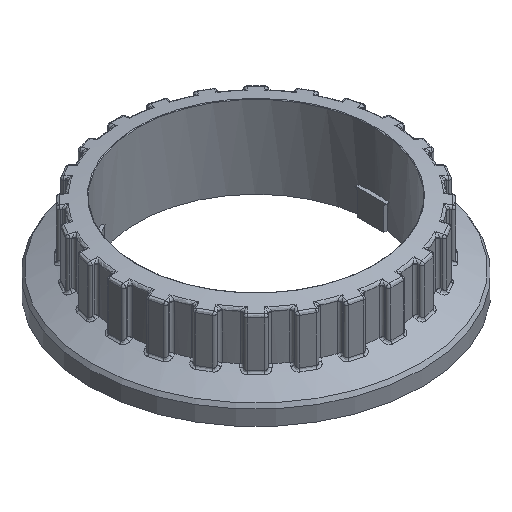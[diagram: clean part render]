
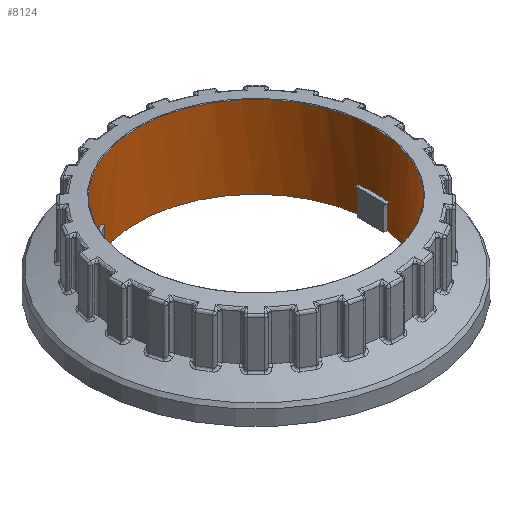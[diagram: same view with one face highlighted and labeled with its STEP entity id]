
A CAD part, isometric view. The second image highlights one B-rep face of the part: STEP entity #8124.
In plain terms, the highlighted cylindrical face has radius 22.85 mm (diameter 45.7 mm), a full revolution.
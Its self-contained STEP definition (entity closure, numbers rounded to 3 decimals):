
#443=ELLIPSE('',#8748,32.315,22.85);
#444=ELLIPSE('',#8750,32.315,22.85);
#445=ELLIPSE('',#8752,32.315,22.85);
#446=ELLIPSE('',#8754,32.315,22.85);
#447=ELLIPSE('',#8756,32.315,22.85);
#448=ELLIPSE('',#8759,32.315,22.85);
#1154=FACE_OUTER_BOUND('',#1731,.T.);
#1731=EDGE_LOOP('',(#5426,#5427,#5428,#5429,#5430,#5431,#5432,#5433,#5434,
#5435,#5436,#5437,#5438,#5439,#5440,#5441,#5442,#5443,#5444,#5445,#5446,
#5447,#5448));
#2308=LINE('',#11544,#2547);
#2309=LINE('',#11552,#2548);
#2310=LINE('',#11556,#2549);
#2311=LINE('',#11564,#2550);
#2312=LINE('',#11568,#2551);
#2313=LINE('',#11573,#2552);
#2314=LINE('',#11578,#2553);
#2547=VECTOR('',#9506,10.);
#2548=VECTOR('',#9513,10.);
#2549=VECTOR('',#9516,10.);
#2550=VECTOR('',#9523,10.);
#2551=VECTOR('',#9526,10.);
#2552=VECTOR('',#9531,23.);
#2553=VECTOR('',#9536,10.);
#2786=CIRCLE('',#8716,22.85);
#2790=CIRCLE('',#8720,22.85);
#2815=CIRCLE('',#8747,22.85);
#2816=CIRCLE('',#8749,22.85);
#2817=CIRCLE('',#8751,22.85);
#2818=CIRCLE('',#8753,22.85);
#2819=CIRCLE('',#8755,22.85);
#2820=CIRCLE('',#8757,22.85);
#2821=CIRCLE('',#8758,22.85);
#3209=VERTEX_POINT('',#11115);
#3210=VERTEX_POINT('',#11116);
#3310=VERTEX_POINT('',#11540);
#3311=VERTEX_POINT('',#11541);
#3312=VERTEX_POINT('',#11543);
#3313=VERTEX_POINT('',#11545);
#3314=VERTEX_POINT('',#11547);
#3315=VERTEX_POINT('',#11549);
#3316=VERTEX_POINT('',#11551);
#3317=VERTEX_POINT('',#11553);
#3318=VERTEX_POINT('',#11555);
#3319=VERTEX_POINT('',#11557);
#3320=VERTEX_POINT('',#11559);
#3321=VERTEX_POINT('',#11561);
#3322=VERTEX_POINT('',#11563);
#3323=VERTEX_POINT('',#11565);
#3324=VERTEX_POINT('',#11567);
#3325=VERTEX_POINT('',#11569);
#3326=VERTEX_POINT('',#11571);
#3327=VERTEX_POINT('',#11574);
#3328=VERTEX_POINT('',#11576);
#3976=EDGE_CURVE('',#3209,#3210,#2786,.T.);
#3980=EDGE_CURVE('',#3210,#3209,#2790,.T.);
#4079=EDGE_CURVE('',#3310,#3311,#2815,.F.);
#4080=EDGE_CURVE('',#3311,#3312,#2308,.F.);
#4081=EDGE_CURVE('',#3312,#3313,#443,.F.);
#4082=EDGE_CURVE('',#3314,#3313,#2816,.T.);
#4083=EDGE_CURVE('',#3314,#3315,#444,.F.);
#4084=EDGE_CURVE('',#3315,#3316,#2309,.F.);
#4085=EDGE_CURVE('',#3316,#3317,#2817,.F.);
#4086=EDGE_CURVE('',#3317,#3318,#2310,.F.);
#4087=EDGE_CURVE('',#3318,#3319,#445,.F.);
#4088=EDGE_CURVE('',#3320,#3319,#2818,.T.);
#4089=EDGE_CURVE('',#3320,#3321,#446,.F.);
#4090=EDGE_CURVE('',#3321,#3322,#2311,.F.);
#4091=EDGE_CURVE('',#3322,#3323,#2819,.F.);
#4092=EDGE_CURVE('',#3323,#3324,#2312,.F.);
#4093=EDGE_CURVE('',#3324,#3325,#447,.F.);
#4094=EDGE_CURVE('',#3326,#3325,#2820,.T.);
#4095=EDGE_CURVE('',#3326,#3209,#2313,.T.);
#4096=EDGE_CURVE('',#3327,#3326,#2821,.T.);
#4097=EDGE_CURVE('',#3327,#3328,#448,.F.);
#4098=EDGE_CURVE('',#3328,#3310,#2314,.F.);
#5426=ORIENTED_EDGE('',*,*,#4079,.T.);
#5427=ORIENTED_EDGE('',*,*,#4080,.T.);
#5428=ORIENTED_EDGE('',*,*,#4081,.T.);
#5429=ORIENTED_EDGE('',*,*,#4082,.F.);
#5430=ORIENTED_EDGE('',*,*,#4083,.T.);
#5431=ORIENTED_EDGE('',*,*,#4084,.T.);
#5432=ORIENTED_EDGE('',*,*,#4085,.T.);
#5433=ORIENTED_EDGE('',*,*,#4086,.T.);
#5434=ORIENTED_EDGE('',*,*,#4087,.T.);
#5435=ORIENTED_EDGE('',*,*,#4088,.F.);
#5436=ORIENTED_EDGE('',*,*,#4089,.T.);
#5437=ORIENTED_EDGE('',*,*,#4090,.T.);
#5438=ORIENTED_EDGE('',*,*,#4091,.T.);
#5439=ORIENTED_EDGE('',*,*,#4092,.T.);
#5440=ORIENTED_EDGE('',*,*,#4093,.T.);
#5441=ORIENTED_EDGE('',*,*,#4094,.F.);
#5442=ORIENTED_EDGE('',*,*,#4095,.T.);
#5443=ORIENTED_EDGE('',*,*,#3980,.F.);
#5444=ORIENTED_EDGE('',*,*,#3976,.F.);
#5445=ORIENTED_EDGE('',*,*,#4095,.F.);
#5446=ORIENTED_EDGE('',*,*,#4096,.F.);
#5447=ORIENTED_EDGE('',*,*,#4097,.T.);
#5448=ORIENTED_EDGE('',*,*,#4098,.T.);
#8000=CYLINDRICAL_SURFACE('',#8746,22.85);
#8124=ADVANCED_FACE('',(#1154),#8000,.F.);
#8716=AXIS2_PLACEMENT_3D('',#11117,#9441,#9442);
#8720=AXIS2_PLACEMENT_3D('',#11123,#9449,#9450);
#8746=AXIS2_PLACEMENT_3D('',#11539,#9502,#9503);
#8747=AXIS2_PLACEMENT_3D('',#11542,#9504,#9505);
#8748=AXIS2_PLACEMENT_3D('',#11546,#9507,#9508);
#8749=AXIS2_PLACEMENT_3D('',#11548,#9509,#9510);
#8750=AXIS2_PLACEMENT_3D('',#11550,#9511,#9512);
#8751=AXIS2_PLACEMENT_3D('',#11554,#9514,#9515);
#8752=AXIS2_PLACEMENT_3D('',#11558,#9517,#9518);
#8753=AXIS2_PLACEMENT_3D('',#11560,#9519,#9520);
#8754=AXIS2_PLACEMENT_3D('',#11562,#9521,#9522);
#8755=AXIS2_PLACEMENT_3D('',#11566,#9524,#9525);
#8756=AXIS2_PLACEMENT_3D('',#11570,#9527,#9528);
#8757=AXIS2_PLACEMENT_3D('',#11572,#9529,#9530);
#8758=AXIS2_PLACEMENT_3D('',#11575,#9532,#9533);
#8759=AXIS2_PLACEMENT_3D('',#11577,#9534,#9535);
#9441=DIRECTION('center_axis',(0.,0.,-1.));
#9442=DIRECTION('ref_axis',(-1.,0.,0.));
#9449=DIRECTION('center_axis',(0.,0.,-1.));
#9450=DIRECTION('ref_axis',(-1.,0.,0.));
#9502=DIRECTION('center_axis',(0.,0.,-1.));
#9503=DIRECTION('ref_axis',(-1.,0.,0.));
#9504=DIRECTION('center_axis',(0.,0.,
1.));
#9505=DIRECTION('ref_axis',(-1.,0.,0.));
#9506=DIRECTION('',(0.,0.,-1.));
#9507=DIRECTION('center_axis',(0.612,-0.354,-0.707));
#9508=DIRECTION('ref_axis',(-0.612,0.354,-0.707));
#9509=DIRECTION('center_axis',(0.,0.,
1.));
#9510=DIRECTION('ref_axis',(-1.,0.,0.));
#9511=DIRECTION('center_axis',(-0.612,0.354,-0.707));
#9512=DIRECTION('ref_axis',(-0.612,0.354,0.707));
#9513=DIRECTION('',(0.,0.,1.));
#9514=DIRECTION('center_axis',(0.,0.,
1.));
#9515=DIRECTION('ref_axis',(-1.,0.,0.));
#9516=DIRECTION('',(0.,0.,-1.));
#9517=DIRECTION('center_axis',(-0.612,-0.354,-0.707));
#9518=DIRECTION('ref_axis',(-0.612,-0.354,0.707));
#9519=DIRECTION('center_axis',(0.,0.,
1.));
#9520=DIRECTION('ref_axis',(-1.,0.,0.));
#9521=DIRECTION('center_axis',(0.612,0.354,-0.707));
#9522=DIRECTION('ref_axis',(-0.612,-0.354,-0.707));
#9523=DIRECTION('',(0.,0.,1.));
#9524=DIRECTION('center_axis',(0.,0.,
1.));
#9525=DIRECTION('ref_axis',(-1.,0.,0.));
#9526=DIRECTION('',(0.,0.,-1.));
#9527=DIRECTION('center_axis',(0.,0.707,-0.707));
#9528=DIRECTION('ref_axis',(0.,0.707,0.707));
#9529=DIRECTION('center_axis',(0.,0.,
1.));
#9530=DIRECTION('ref_axis',(-1.,0.,0.));
#9531=DIRECTION('',(0.,0.,1.));
#9532=DIRECTION('center_axis',(0.,0.,
1.));
#9533=DIRECTION('ref_axis',(-1.,0.,0.));
#9534=DIRECTION('center_axis',(0.,-0.707,-0.707));
#9535=DIRECTION('ref_axis',(0.,0.707,-0.707));
#9536=DIRECTION('',(0.,0.,1.));
#11115=CARTESIAN_POINT('',(22.85,0.,28.009));
#11116=CARTESIAN_POINT('',(-22.85,0.,28.009));
#11117=CARTESIAN_POINT('Origin',(0.,0.,
28.009));
#11123=CARTESIAN_POINT('Origin',(0.,0.,
28.009));
#11539=CARTESIAN_POINT('Origin',(0.,0.,
17.13));
#11540=CARTESIAN_POINT('',(22.707,-2.55,12.186));
#11541=CARTESIAN_POINT('',(-9.145,-20.94,12.186));
#11542=CARTESIAN_POINT('Origin',(0.,0.,
12.186));
#11543=CARTESIAN_POINT('',(-9.145,-20.94,16.651));
#11544=CARTESIAN_POINT('',(-9.145,-20.94,17.13));
#11545=CARTESIAN_POINT('',(-8.701,-21.129,17.13));
#11546=CARTESIAN_POINT('Origin',(0.,0.,
14.101));
#11547=CARTESIAN_POINT('',(-13.948,-18.099,17.13));
#11548=CARTESIAN_POINT('Origin',(0.,0.,
17.13));
#11549=CARTESIAN_POINT('',(-13.562,-18.39,16.651));
#11550=CARTESIAN_POINT('Origin',(0.,0.,
14.101));
#11551=CARTESIAN_POINT('',(-13.562,-18.39,12.186));
#11552=CARTESIAN_POINT('',(-13.562,-18.39,17.13));
#11553=CARTESIAN_POINT('',(-13.562,18.39,12.186));
#11554=CARTESIAN_POINT('Origin',(0.,0.,
12.186));
#11555=CARTESIAN_POINT('',(-13.562,18.39,16.651));
#11556=CARTESIAN_POINT('',(-13.562,18.39,17.13));
#11557=CARTESIAN_POINT('',(-13.948,18.099,17.13));
#11558=CARTESIAN_POINT('Origin',(0.,0.,
14.101));
#11559=CARTESIAN_POINT('',(-8.701,21.129,17.13));
#11560=CARTESIAN_POINT('Origin',(0.,0.,
17.13));
#11561=CARTESIAN_POINT('',(-9.145,20.94,16.651));
#11562=CARTESIAN_POINT('Origin',(0.,0.,
14.101));
#11563=CARTESIAN_POINT('',(-9.145,20.94,12.186));
#11564=CARTESIAN_POINT('',(-9.145,20.94,17.13));
#11565=CARTESIAN_POINT('',(22.707,2.55,12.186));
#11566=CARTESIAN_POINT('Origin',(0.,0.,
12.186));
#11567=CARTESIAN_POINT('',(22.707,2.55,16.651));
#11568=CARTESIAN_POINT('',(22.707,2.55,17.13));
#11569=CARTESIAN_POINT('',(22.648,3.029,17.13));
#11570=CARTESIAN_POINT('Origin',(0.,0.,
14.101));
#11571=CARTESIAN_POINT('',(22.85,0.,17.13));
#11572=CARTESIAN_POINT('Origin',(0.,0.,
17.13));
#11573=CARTESIAN_POINT('',(22.85,0.,17.13));
#11574=CARTESIAN_POINT('',(22.648,-3.029,17.13));
#11575=CARTESIAN_POINT('Origin',(0.,0.,
17.13));
#11576=CARTESIAN_POINT('',(22.707,-2.55,16.651));
#11577=CARTESIAN_POINT('Origin',(0.,0.,
14.101));
#11578=CARTESIAN_POINT('',(22.707,-2.55,17.13));
